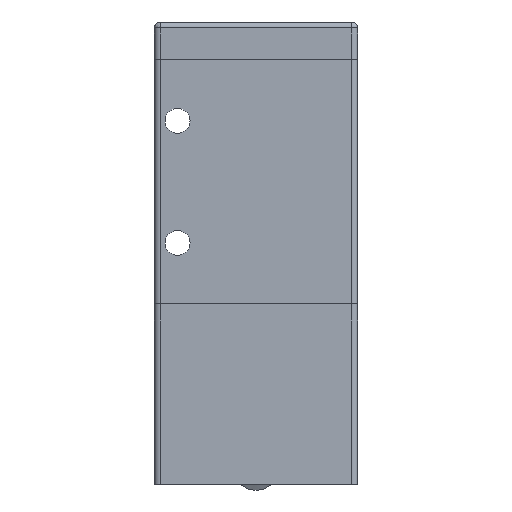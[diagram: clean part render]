
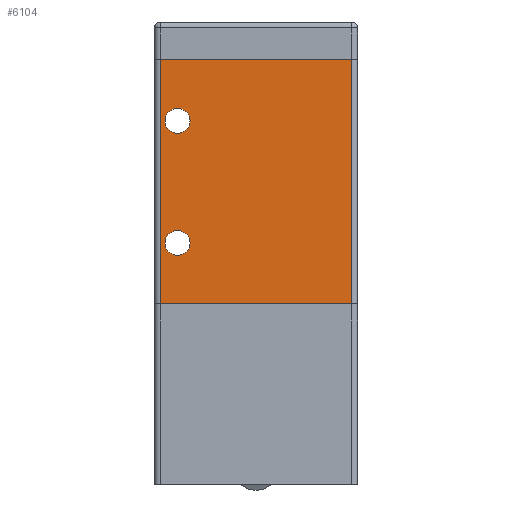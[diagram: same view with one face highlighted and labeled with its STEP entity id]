
A CAD part, front view. The second image highlights one B-rep face of the part: STEP entity #6104.
In plain terms, the highlighted planar face has unit normal (0, -1, 0).
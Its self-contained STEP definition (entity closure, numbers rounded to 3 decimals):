
#26 = CARTESIAN_POINT ( 'NONE',  ( -18.46, -16.627, 49.15 ) ) ;
#121 = CARTESIAN_POINT ( 'NONE',  ( -18.46, -16.627, 26. ) ) ;
#181 = VERTEX_POINT ( 'NONE', #748 ) ;
#193 = ORIENTED_EDGE ( 'NONE', *, *, #8306, .T. ) ;
#312 = CARTESIAN_POINT ( 'NONE',  ( -18.46, -16.627, 28.15 ) ) ;
#662 = CARTESIAN_POINT ( 'NONE',  ( -18.46, -16.627, 23.85 ) ) ;
#748 = CARTESIAN_POINT ( 'NONE',  ( 11.54, -16.627, 57.5 ) ) ;
#788 = LINE ( 'NONE', #8638, #6481 ) ;
#815 = CIRCLE ( 'NONE', #2699, 2.15 ) ;
#938 = CARTESIAN_POINT ( 'NONE',  ( 11.54, -16.627, 15.5 ) ) ;
#959 = DIRECTION ( 'NONE',  ( 0., 0., -1. ) ) ;
#1029 = VECTOR ( 'NONE', #8655, 1000. ) ;
#1404 = LINE ( 'NONE', #4054, #7617 ) ;
#1433 = FACE_BOUND ( 'NONE', #7598, .T. ) ;
#1551 = CARTESIAN_POINT ( 'NONE',  ( -18.46, -16.627, 26. ) ) ;
#1842 = VECTOR ( 'NONE', #2338, 1000. ) ;
#2107 = CARTESIAN_POINT ( 'NONE',  ( -21.46, -16.627, 57.5 ) ) ;
#2170 = EDGE_CURVE ( 'NONE', #8868, #10221, #10830, .T. ) ;
#2325 = AXIS2_PLACEMENT_3D ( 'NONE', #2868, #8793, #3725 ) ;
#2338 = DIRECTION ( 'NONE',  ( 0., 0., -1. ) ) ;
#2376 = CARTESIAN_POINT ( 'NONE',  ( -21.46, -16.627, 15.5 ) ) ;
#2402 = DIRECTION ( 'NONE',  ( 0., 0., -1. ) ) ;
#2428 = ORIENTED_EDGE ( 'NONE', *, *, #2170, .T. ) ;
#2565 = ORIENTED_EDGE ( 'NONE', *, *, #3002, .T. ) ;
#2699 = AXIS2_PLACEMENT_3D ( 'NONE', #9410, #9372, #9336 ) ;
#2868 = CARTESIAN_POINT ( 'NONE',  ( -18.46, -16.627, 47. ) ) ;
#2975 = CARTESIAN_POINT ( 'NONE',  ( -18.46, -16.627, 44.85 ) ) ;
#3002 = EDGE_CURVE ( 'NONE', #10798, #181, #788, .T. ) ;
#3056 = CARTESIAN_POINT ( 'NONE',  ( -21.46, -16.627, 15.5 ) ) ;
#3216 = DIRECTION ( 'NONE',  ( -1., 0., 0. ) ) ;
#3345 = VERTEX_POINT ( 'NONE', #312 ) ;
#3432 = EDGE_CURVE ( 'NONE', #181, #8868, #5521, .T. ) ;
#3725 = DIRECTION ( 'NONE',  ( 0., 0., -1. ) ) ;
#3952 = ORIENTED_EDGE ( 'NONE', *, *, #10083, .T. ) ;
#4054 = CARTESIAN_POINT ( 'NONE',  ( -4.96, -16.627, 15.5 ) ) ;
#4218 = EDGE_CURVE ( 'NONE', #5196, #8914, #815, .T. ) ;
#4485 = DIRECTION ( 'NONE',  ( 0., -1., 0. ) ) ;
#4489 = ORIENTED_EDGE ( 'NONE', *, *, #7941, .T. ) ;
#5196 = VERTEX_POINT ( 'NONE', #26 ) ;
#5269 = CIRCLE ( 'NONE', #7542, 2.15 ) ;
#5372 = FACE_BOUND ( 'NONE', #10347, .T. ) ;
#5521 = LINE ( 'NONE', #8692, #1029 ) ;
#5958 = AXIS2_PLACEMENT_3D ( 'NONE', #1551, #7485, #2402 ) ;
#6015 = DIRECTION ( 'NONE',  ( 0., 1., 0. ) ) ;
#6041 = CIRCLE ( 'NONE', #2325, 2.15 ) ;
#6104 = ADVANCED_FACE ( 'NONE', ( #10153, #1433, #5372 ), #8683, .T. ) ;
#6364 = EDGE_LOOP ( 'NONE', ( #6988, #2565, #7712, #2428 ) ) ;
#6481 = VECTOR ( 'NONE', #8275, 1000. ) ;
#6988 = ORIENTED_EDGE ( 'NONE', *, *, #7783, .F. ) ;
#7485 = DIRECTION ( 'NONE',  ( 0., 1., 0. ) ) ;
#7542 = AXIS2_PLACEMENT_3D ( 'NONE', #121, #6015, #959 ) ;
#7598 = EDGE_LOOP ( 'NONE', ( #3952, #10934 ) ) ;
#7617 = VECTOR ( 'NONE', #3216, 1000. ) ;
#7712 = ORIENTED_EDGE ( 'NONE', *, *, #3432, .T. ) ;
#7783 = EDGE_CURVE ( 'NONE', #10798, #10221, #1404, .T. ) ;
#7875 = CARTESIAN_POINT ( 'NONE',  ( 12.54, -16.627, 15.5 ) ) ;
#7941 = EDGE_CURVE ( 'NONE', #10641, #3345, #5269, .T. ) ;
#8275 = DIRECTION ( 'NONE',  ( 0., 0., 1. ) ) ;
#8306 = EDGE_CURVE ( 'NONE', #3345, #10641, #9137, .T. ) ;
#8638 = CARTESIAN_POINT ( 'NONE',  ( 11.54, -16.627, 15.5 ) ) ;
#8655 = DIRECTION ( 'NONE',  ( -1., 0., 0. ) ) ;
#8683 = PLANE ( 'NONE',  #10101 ) ;
#8692 = CARTESIAN_POINT ( 'NONE',  ( -4.96, -16.627, 57.5 ) ) ;
#8793 = DIRECTION ( 'NONE',  ( 0., 1., 0. ) ) ;
#8868 = VERTEX_POINT ( 'NONE', #2107 ) ;
#8914 = VERTEX_POINT ( 'NONE', #2975 ) ;
#9137 = CIRCLE ( 'NONE', #5958, 2.15 ) ;
#9336 = DIRECTION ( 'NONE',  ( 0., 0., -1. ) ) ;
#9372 = DIRECTION ( 'NONE',  ( 0., 1., 0. ) ) ;
#9410 = CARTESIAN_POINT ( 'NONE',  ( -18.46, -16.627, 47. ) ) ;
#10083 = EDGE_CURVE ( 'NONE', #8914, #5196, #6041, .T. ) ;
#10101 = AXIS2_PLACEMENT_3D ( 'NONE', #7875, #4485, #10420 ) ;
#10153 = FACE_OUTER_BOUND ( 'NONE', #6364, .T. ) ;
#10221 = VERTEX_POINT ( 'NONE', #3056 ) ;
#10347 = EDGE_LOOP ( 'NONE', ( #4489, #193 ) ) ;
#10420 = DIRECTION ( 'NONE',  ( 0., 0., -1. ) ) ;
#10641 = VERTEX_POINT ( 'NONE', #662 ) ;
#10798 = VERTEX_POINT ( 'NONE', #938 ) ;
#10830 = LINE ( 'NONE', #2376, #1842 ) ;
#10934 = ORIENTED_EDGE ( 'NONE', *, *, #4218, .T. ) ;
